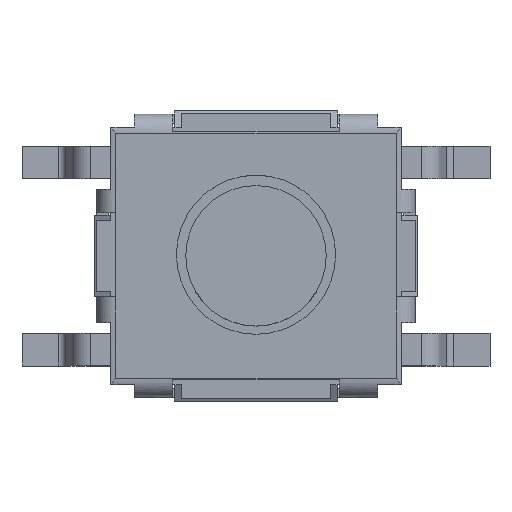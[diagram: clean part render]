
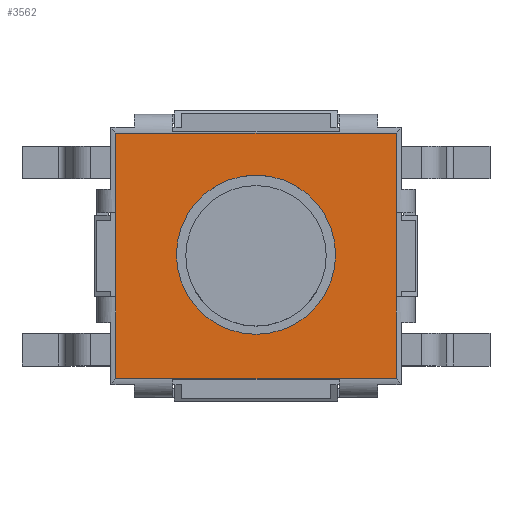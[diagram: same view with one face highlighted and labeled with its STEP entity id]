
A CAD part, top view. The second image highlights one B-rep face of the part: STEP entity #3562.
In plain terms, the highlighted planar face has unit normal (0, 0, 1).
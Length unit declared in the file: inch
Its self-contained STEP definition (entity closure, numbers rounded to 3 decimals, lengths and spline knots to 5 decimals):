
#1810=CARTESIAN_POINT('',(-0.11811,-0.03445,0.10039));
#1811=VERTEX_POINT('',#1810);
#1971=CARTESIAN_POINT('',(0.11811,-0.03445,0.10039));
#1972=VERTEX_POINT('',#1971);
#3418=CARTESIAN_POINT('',(0.11811,0.10335,0.10039));
#3419=VERTEX_POINT('',#3418);
#3427=CARTESIAN_POINT('',(0.11811,0.03642,0.10039));
#3428=VERTEX_POINT('',#3427);
#3429=CARTESIAN_POINT('',(0.11811,0.10335,0.10039));
#3430=DIRECTION('',(0.0,-1.0,0.0));
#3431=VECTOR('',#3430,0.06693);
#3432=LINE('',#3429,#3431);
#3433=EDGE_CURVE('',#3419,#3428,#3432,.T.);
#3493=CARTESIAN_POINT('',(0.13386,0.11909,0.10039));
#3494=DIRECTION('',(0.0,0.0,1.0));
#3495=DIRECTION('',(1.0,0.0,0.0));
#3496=AXIS2_PLACEMENT_3D('',#3493,#3494,#3495);
#3497=PLANE('',#3496);
#3498=ORIENTED_EDGE('',*,*,#3433,.F.);
#3499=CARTESIAN_POINT('',(-0.11811,0.10335,0.10039));
#3500=VERTEX_POINT('',#3499);
#3501=CARTESIAN_POINT('',(-0.11811,0.10335,0.10039));
#3502=DIRECTION('',(1.0,0.0,0.0));
#3503=VECTOR('',#3502,0.23622);
#3504=LINE('',#3501,#3503);
#3505=EDGE_CURVE('',#3500,#3419,#3504,.T.);
#3506=ORIENTED_EDGE('',*,*,#3505,.F.);
#3507=CARTESIAN_POINT('',(-0.11811,0.03642,0.10039));
#3508=VERTEX_POINT('',#3507);
#3509=CARTESIAN_POINT('',(-0.11811,0.03642,0.10039));
#3510=DIRECTION('',(0.0,1.0,0.0));
#3511=VECTOR('',#3510,0.06693);
#3512=LINE('',#3509,#3511);
#3513=EDGE_CURVE('',#3508,#3500,#3512,.T.);
#3514=ORIENTED_EDGE('',*,*,#3513,.F.);
#3515=CARTESIAN_POINT('',(-0.11811,0.03642,0.10039));
#3516=DIRECTION('',(0.0,-1.0,0.0));
#3517=VECTOR('',#3516,0.07087);
#3518=LINE('',#3515,#3517);
#3519=EDGE_CURVE('',#3508,#1811,#3518,.T.);
#3520=ORIENTED_EDGE('',*,*,#3519,.T.);
#3521=CARTESIAN_POINT('',(-0.11811,-0.10335,0.10039));
#3522=VERTEX_POINT('',#3521);
#3523=CARTESIAN_POINT('',(-0.11811,-0.10335,0.10039));
#3524=DIRECTION('',(0.0,1.0,0.0));
#3525=VECTOR('',#3524,0.0689);
#3526=LINE('',#3523,#3525);
#3527=EDGE_CURVE('',#3522,#1811,#3526,.T.);
#3528=ORIENTED_EDGE('',*,*,#3527,.F.);
#3529=CARTESIAN_POINT('',(0.11811,-0.10335,0.10039));
#3530=VERTEX_POINT('',#3529);
#3531=CARTESIAN_POINT('',(0.11811,-0.10335,0.10039));
#3532=DIRECTION('',(-1.0,0.0,0.0));
#3533=VECTOR('',#3532,0.23622);
#3534=LINE('',#3531,#3533);
#3535=EDGE_CURVE('',#3530,#3522,#3534,.T.);
#3536=ORIENTED_EDGE('',*,*,#3535,.F.);
#3537=CARTESIAN_POINT('',(0.11811,-0.03445,0.10039));
#3538=DIRECTION('',(0.0,-1.0,0.0));
#3539=VECTOR('',#3538,0.0689);
#3540=LINE('',#3537,#3539);
#3541=EDGE_CURVE('',#1972,#3530,#3540,.T.);
#3542=ORIENTED_EDGE('',*,*,#3541,.F.);
#3543=CARTESIAN_POINT('',(0.11811,-0.03445,0.10039));
#3544=DIRECTION('',(0.0,1.0,0.0));
#3545=VECTOR('',#3544,0.07087);
#3546=LINE('',#3543,#3545);
#3547=EDGE_CURVE('',#1972,#3428,#3546,.T.);
#3548=ORIENTED_EDGE('',*,*,#3547,.T.);
#3549=EDGE_LOOP('',(#3498,#3506,#3514,#3520,#3528,#3536,#3542,#3548));
#3550=FACE_OUTER_BOUND('',#3549,.T.);
#3551=CARTESIAN_POINT('',(0.,-0.06594,0.10039));
#3552=VERTEX_POINT('',#3551);
#3553=CARTESIAN_POINT('',(0.,0.00098,0.10039));
#3554=DIRECTION('',(0.0,0.0,-1.0));
#3555=DIRECTION('',(0.0,1.0,0.0));
#3556=AXIS2_PLACEMENT_3D('',#3553,#3554,#3555);
#3557=CIRCLE('',#3556,0.06693);
#3558=EDGE_CURVE('',#3552,#3552,#3557,.T.);
#3559=ORIENTED_EDGE('',*,*,#3558,.T.);
#3560=EDGE_LOOP('',(#3559));
#3561=FACE_BOUND('',#3560,.T.);
#3562=ADVANCED_FACE('',(#3550,#3561),#3497,.T.);
